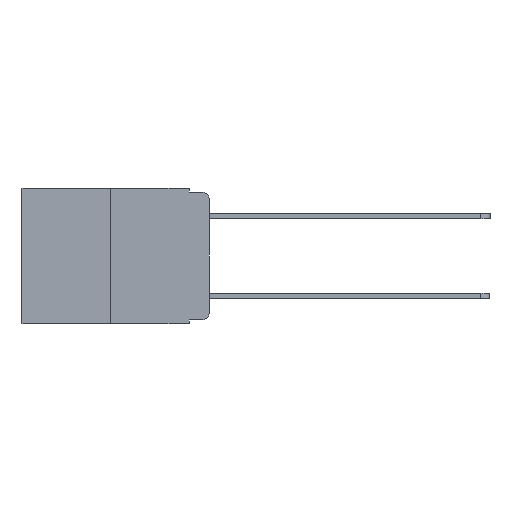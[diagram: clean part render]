
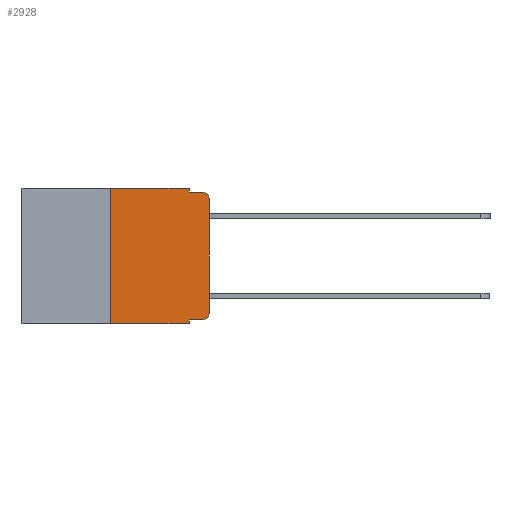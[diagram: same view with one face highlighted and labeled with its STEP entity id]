
A CAD part, left-side view. The second image highlights one B-rep face of the part: STEP entity #2928.
In plain terms, the highlighted planar face has unit normal (-1, 0, 0).
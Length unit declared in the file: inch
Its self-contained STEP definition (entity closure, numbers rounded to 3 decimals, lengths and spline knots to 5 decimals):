
#239 = DIRECTION ( 'NONE',  ( -1., 0., 0. ) ) ;
#361 = ORIENTED_EDGE ( 'NONE', *, *, #10262, .T. ) ;
#451 = CARTESIAN_POINT ( 'NONE',  ( 0., 0., 0. ) ) ;
#892 = DIRECTION ( 'NONE',  ( 0., -1., 0. ) ) ;
#914 = LINE ( 'NONE', #5504, #11870 ) ;
#984 = DIRECTION ( 'NONE',  ( 0., 0., -1. ) ) ;
#1338 = ORIENTED_EDGE ( 'NONE', *, *, #8400, .F. ) ;
#1545 = DIRECTION ( 'NONE',  ( 0., 0., 1. ) ) ;
#1732 = ORIENTED_EDGE ( 'NONE', *, *, #5621, .T. ) ;
#1781 = PLANE ( 'NONE',  #6775 ) ;
#1782 = VECTOR ( 'NONE', #1976, 39.37008 ) ;
#1810 = ORIENTED_EDGE ( 'NONE', *, *, #7496, .F. ) ;
#1976 = DIRECTION ( 'NONE',  ( 0., 0., 1. ) ) ;
#2223 = ORIENTED_EDGE ( 'NONE', *, *, #11202, .T. ) ;
#2309 = VECTOR ( 'NONE', #892, 39.37008 ) ;
#2325 = CARTESIAN_POINT ( 'NONE',  ( 0., 0.051, -0.01 ) ) ;
#2614 = DIRECTION ( 'NONE',  ( 0., 0., -1. ) ) ;
#2667 = LINE ( 'NONE', #16779, #6593 ) ;
#2845 = DIRECTION ( 'NONE',  ( 1., 0., 0. ) ) ;
#2928 = ADVANCED_FACE ( 'NONE', ( #14287 ), #1781, .F. ) ;
#3058 = AXIS2_PLACEMENT_3D ( 'NONE', #17699, #9590, #984 ) ;
#3280 = VECTOR ( 'NONE', #15702, 39.37008 ) ;
#3431 = LINE ( 'NONE', #6006, #14150 ) ;
#3484 = CIRCLE ( 'NONE', #3058, 0.02 ) ;
#3766 = CIRCLE ( 'NONE', #4921, 0.02 ) ;
#3919 = CARTESIAN_POINT ( 'NONE',  ( 0., 0.473, 0. ) ) ;
#4228 = CARTESIAN_POINT ( 'NONE',  ( 0., 0., -0.03 ) ) ;
#4612 = CARTESIAN_POINT ( 'NONE',  ( 0., 0.051, -0.01 ) ) ;
#4642 = EDGE_CURVE ( 'NONE', #10054, #14351, #3766, .T. ) ;
#4760 = CARTESIAN_POINT ( 'NONE',  ( 0., 0.02, -0.313 ) ) ;
#4921 = AXIS2_PLACEMENT_3D ( 'NONE', #4760, #239, #6303 ) ;
#5308 = EDGE_LOOP ( 'NONE', ( #2223, #361, #17836, #1338, #6113, #1810, #10452, #6202, #1732, #7872 ) ) ;
#5504 = CARTESIAN_POINT ( 'NONE',  ( 0., 0.051, -0.333 ) ) ;
#5518 = EDGE_CURVE ( 'NONE', #11153, #9994, #6229, .T. ) ;
#5610 = CARTESIAN_POINT ( 'NONE',  ( 0., 0.25, -0.343 ) ) ;
#5621 = EDGE_CURVE ( 'NONE', #8602, #10054, #914, .T. ) ;
#5847 = CARTESIAN_POINT ( 'NONE',  ( 0., 0.051, 0. ) ) ;
#6006 = CARTESIAN_POINT ( 'NONE',  ( 0., 0.25, 0. ) ) ;
#6113 = ORIENTED_EDGE ( 'NONE', *, *, #5518, .F. ) ;
#6202 = ORIENTED_EDGE ( 'NONE', *, *, #6571, .F. ) ;
#6229 = LINE ( 'NONE', #12261, #2309 ) ;
#6303 = DIRECTION ( 'NONE',  ( 0., 0., -1. ) ) ;
#6448 = VERTEX_POINT ( 'NONE', #5610 ) ;
#6571 = EDGE_CURVE ( 'NONE', #8602, #8341, #8353, .T. ) ;
#6593 = VECTOR ( 'NONE', #8606, 39.37008 ) ;
#6775 = AXIS2_PLACEMENT_3D ( 'NONE', #3919, #2845, #2614 ) ;
#6910 = DIRECTION ( 'NONE',  ( 0., -1., 0. ) ) ;
#7258 = DIRECTION ( 'NONE',  ( 0., 0., -1. ) ) ;
#7496 = EDGE_CURVE ( 'NONE', #6448, #11153, #3431, .T. ) ;
#7802 = CARTESIAN_POINT ( 'NONE',  ( 0., 0.02, -0.333 ) ) ;
#7872 = ORIENTED_EDGE ( 'NONE', *, *, #4642, .T. ) ;
#8341 = VERTEX_POINT ( 'NONE', #8705 ) ;
#8353 = LINE ( 'NONE', #5847, #15241 ) ;
#8400 = EDGE_CURVE ( 'NONE', #9994, #10851, #12380, .T. ) ;
#8602 = VERTEX_POINT ( 'NONE', #9961 ) ;
#8606 = DIRECTION ( 'NONE',  ( 0., -1., 0. ) ) ;
#8705 = CARTESIAN_POINT ( 'NONE',  ( 0., 0.051, -0.343 ) ) ;
#8831 = DIRECTION ( 'NONE',  ( 0., 0., -1. ) ) ;
#9326 = EDGE_CURVE ( 'NONE', #10851, #10802, #14026, .T. ) ;
#9590 = DIRECTION ( 'NONE',  ( -1., 0., 0. ) ) ;
#9961 = CARTESIAN_POINT ( 'NONE',  ( 0., 0.051, -0.333 ) ) ;
#9994 = VERTEX_POINT ( 'NONE', #11867 ) ;
#10054 = VERTEX_POINT ( 'NONE', #7802 ) ;
#10262 = EDGE_CURVE ( 'NONE', #10454, #10802, #3484, .T. ) ;
#10265 = CARTESIAN_POINT ( 'NONE',  ( 0., 0., -0.313 ) ) ;
#10452 = ORIENTED_EDGE ( 'NONE', *, *, #12717, .T. ) ;
#10454 = VERTEX_POINT ( 'NONE', #4228 ) ;
#10736 = CARTESIAN_POINT ( 'NONE',  ( 0., 0.02, -0.01 ) ) ;
#10802 = VERTEX_POINT ( 'NONE', #10736 ) ;
#10851 = VERTEX_POINT ( 'NONE', #2325 ) ;
#11153 = VERTEX_POINT ( 'NONE', #14447 ) ;
#11202 = EDGE_CURVE ( 'NONE', #14351, #10454, #13104, .T. ) ;
#11867 = CARTESIAN_POINT ( 'NONE',  ( 0., 0.051, 0. ) ) ;
#11870 = VECTOR ( 'NONE', #6910, 39.37008 ) ;
#12261 = CARTESIAN_POINT ( 'NONE',  ( 0., 0.473, 0. ) ) ;
#12380 = LINE ( 'NONE', #16974, #15559 ) ;
#12717 = EDGE_CURVE ( 'NONE', #6448, #8341, #2667, .T. ) ;
#13104 = LINE ( 'NONE', #451, #1782 ) ;
#14026 = LINE ( 'NONE', #4612, #3280 ) ;
#14150 = VECTOR ( 'NONE', #1545, 39.37008 ) ;
#14287 = FACE_OUTER_BOUND ( 'NONE', #5308, .T. ) ;
#14351 = VERTEX_POINT ( 'NONE', #10265 ) ;
#14447 = CARTESIAN_POINT ( 'NONE',  ( 0., 0.25, 0. ) ) ;
#15241 = VECTOR ( 'NONE', #7258, 39.37008 ) ;
#15559 = VECTOR ( 'NONE', #8831, 39.37008 ) ;
#15702 = DIRECTION ( 'NONE',  ( 0., -1., 0. ) ) ;
#16779 = CARTESIAN_POINT ( 'NONE',  ( 0., 0.473, -0.343 ) ) ;
#16974 = CARTESIAN_POINT ( 'NONE',  ( 0., 0.051, 0. ) ) ;
#17699 = CARTESIAN_POINT ( 'NONE',  ( 0., 0.02, -0.03 ) ) ;
#17836 = ORIENTED_EDGE ( 'NONE', *, *, #9326, .F. ) ;
